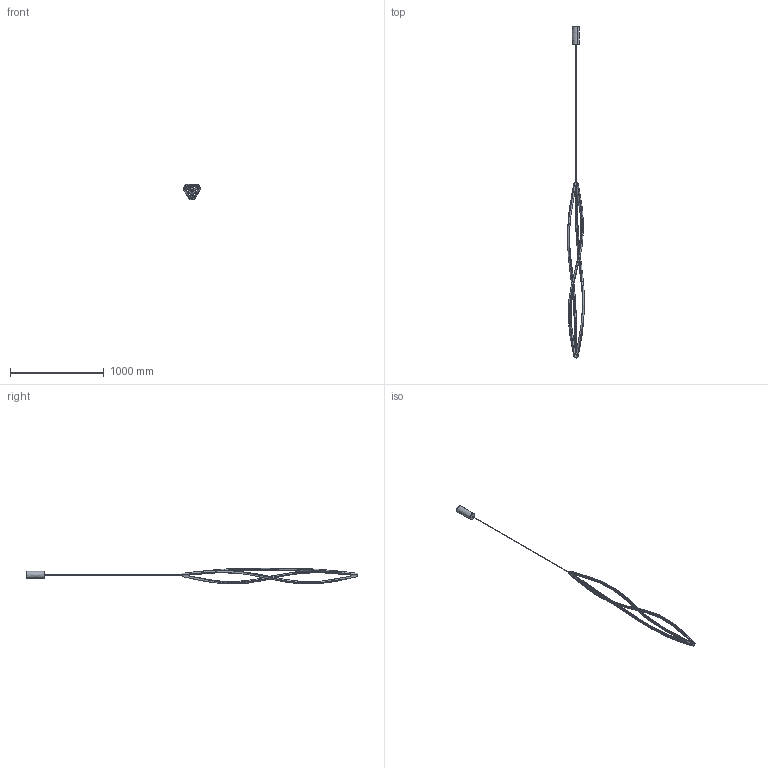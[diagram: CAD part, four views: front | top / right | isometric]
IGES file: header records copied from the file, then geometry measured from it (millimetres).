
Start section: SolidWorks IGES file using analytic representation for surfaces
Global section: file name: 3D_IN_THE_WIND_PENDANT_VERTICAL.IGS; native system: SolidWorks 2012; preprocessor: SolidWorks 2012; author: tecnico01; date: 140416.171804; units: millimetre
Bounding box: 180.79 x 3543.95 x 168.03 mm (x, y, z)
Surface area: 1081063.3 mm2 (no closed solid volume)
Topology: 0 solids, 0 shells, 1111 faces, 8650 edges, 8634 vertices
Faces by surface type: bspline 915, revolution 196
